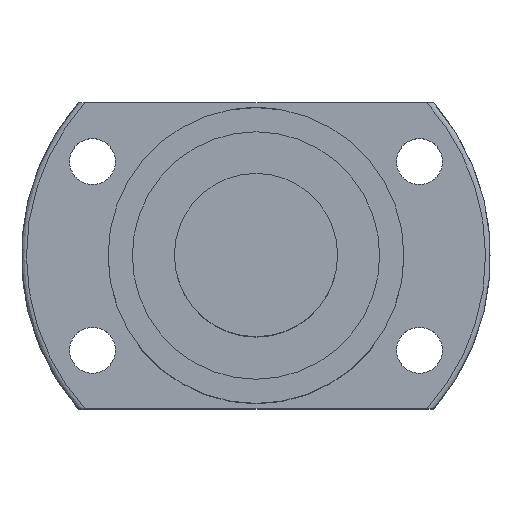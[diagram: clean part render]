
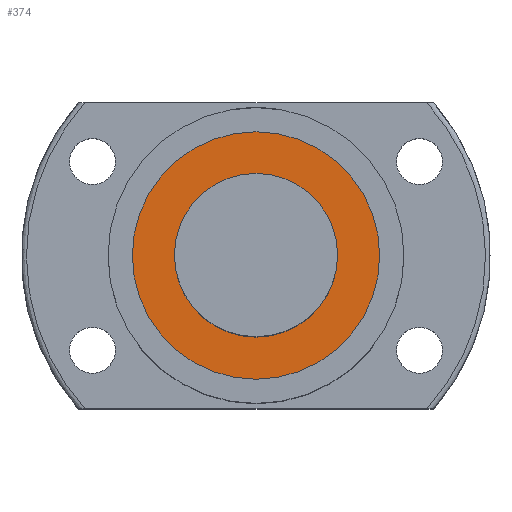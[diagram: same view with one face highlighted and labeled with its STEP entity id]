
A CAD part, top view. The second image highlights one B-rep face of the part: STEP entity #374.
In plain terms, the highlighted planar face has unit normal (0, 0, 1).
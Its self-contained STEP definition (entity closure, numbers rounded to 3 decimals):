
#83 = AXIS2_PLACEMENT_3D ( 'NONE', #14028, #11802, #24905 ) ;
#243 = VERTEX_POINT ( 'NONE', #24697 ) ;
#374 = ADVANCED_FACE ( 'NONE', ( #18825, #6489 ), #9234, .F. ) ;
#1513 = ORIENTED_EDGE ( 'NONE', *, *, #11694, .F. ) ;
#4554 = VERTEX_POINT ( 'NONE', #8325 ) ;
#4793 = CARTESIAN_POINT ( 'NONE',  ( 24.25, 83.292, 212.804 ) ) ;
#5638 = DIRECTION ( 'NONE',  ( 0., 0., -1. ) ) ;
#6489 = FACE_OUTER_BOUND ( 'NONE', #20856, .T. ) ;
#6974 = AXIS2_PLACEMENT_3D ( 'NONE', #26593, #7022, #9107 ) ;
#7022 = DIRECTION ( 'NONE',  ( 0., 0., 1. ) ) ;
#7405 = CARTESIAN_POINT ( 'NONE',  ( 16., 83.292, 212.804 ) ) ;
#8325 = CARTESIAN_POINT ( 'NONE',  ( -16., 83.292, 212.804 ) ) ;
#8592 = EDGE_CURVE ( 'NONE', #4554, #9557, #24821, .T. ) ;
#9107 = DIRECTION ( 'NONE',  ( -1., 0., 0. ) ) ;
#9234 = PLANE ( 'NONE',  #22631 ) ;
#9557 = VERTEX_POINT ( 'NONE', #7405 ) ;
#10003 = DIRECTION ( 'NONE',  ( -1., 0., 0. ) ) ;
#10424 = AXIS2_PLACEMENT_3D ( 'NONE', #21582, #14836, #25600 ) ;
#11413 = CARTESIAN_POINT ( 'NONE',  ( 0., 99.292, 212.804 ) ) ;
#11694 = EDGE_CURVE ( 'NONE', #243, #14371, #23771, .T. ) ;
#11719 = AXIS2_PLACEMENT_3D ( 'NONE', #18742, #5638, #10003 ) ;
#11802 = DIRECTION ( 'NONE',  ( 0., 0., 1. ) ) ;
#12813 = ORIENTED_EDGE ( 'NONE', *, *, #20441, .F. ) ;
#13300 = ORIENTED_EDGE ( 'NONE', *, *, #8592, .F. ) ;
#13632 = DIRECTION ( 'NONE',  ( 0., 0., -1. ) ) ;
#13713 = EDGE_LOOP ( 'NONE', ( #13300, #12813 ) ) ;
#14028 = CARTESIAN_POINT ( 'NONE',  ( 0., 83.292, 212.804 ) ) ;
#14371 = VERTEX_POINT ( 'NONE', #4793 ) ;
#14836 = DIRECTION ( 'NONE',  ( 0., 0., -1. ) ) ;
#18141 = CIRCLE ( 'NONE', #10424, 24.25 ) ;
#18742 = CARTESIAN_POINT ( 'NONE',  ( 0., 83.292, 212.804 ) ) ;
#18825 = FACE_BOUND ( 'NONE', #13713, .T. ) ;
#20441 = EDGE_CURVE ( 'NONE', #9557, #4554, #22653, .T. ) ;
#20839 = ORIENTED_EDGE ( 'NONE', *, *, #25415, .F. ) ;
#20856 = EDGE_LOOP ( 'NONE', ( #1513, #20839 ) ) ;
#21582 = CARTESIAN_POINT ( 'NONE',  ( 0., 83.292, 212.804 ) ) ;
#22631 = AXIS2_PLACEMENT_3D ( 'NONE', #11413, #13632, #26898 ) ;
#22653 = CIRCLE ( 'NONE', #83, 16. ) ;
#23771 = CIRCLE ( 'NONE', #11719, 24.25 ) ;
#24697 = CARTESIAN_POINT ( 'NONE',  ( -24.25, 83.292, 212.804 ) ) ;
#24821 = CIRCLE ( 'NONE', #6974, 16. ) ;
#24905 = DIRECTION ( 'NONE',  ( -1., 0., 0. ) ) ;
#25415 = EDGE_CURVE ( 'NONE', #14371, #243, #18141, .T. ) ;
#25600 = DIRECTION ( 'NONE',  ( -1., 0., 0. ) ) ;
#26593 = CARTESIAN_POINT ( 'NONE',  ( 0., 83.292, 212.804 ) ) ;
#26898 = DIRECTION ( 'NONE',  ( -1., 0., 0. ) ) ;
